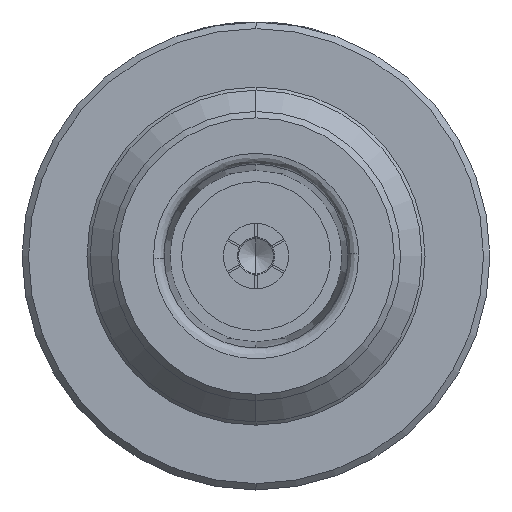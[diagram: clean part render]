
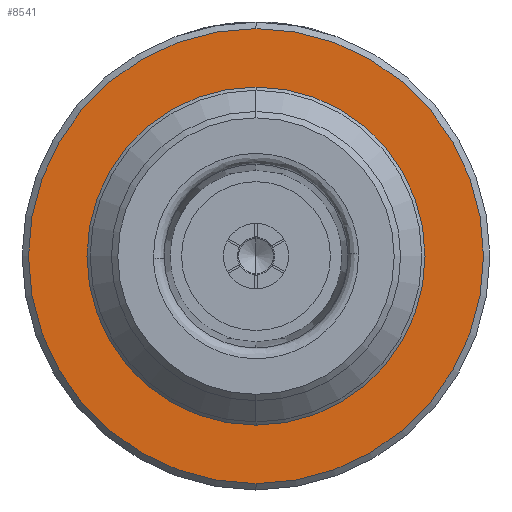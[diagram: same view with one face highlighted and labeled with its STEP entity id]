
A CAD part, left-side view. The second image highlights one B-rep face of the part: STEP entity #8541.
In plain terms, the highlighted planar face has unit normal (-1, 0, 0).
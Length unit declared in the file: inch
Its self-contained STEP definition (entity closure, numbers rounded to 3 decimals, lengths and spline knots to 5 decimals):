
#37 = DIRECTION ( 'NONE',  ( 0., 0., 1. ) ) ;
#224 = CIRCLE ( 'NONE', #4407, 0.42126 ) ;
#392 = DIRECTION ( 'NONE',  ( -1., 0., 0. ) ) ;
#487 = DIRECTION ( 'NONE',  ( 0., 0., 1. ) ) ;
#527 = EDGE_LOOP ( 'NONE', ( #8051, #1281 ) ) ;
#609 = CIRCLE ( 'NONE', #803, 0.42126 ) ;
#803 = AXIS2_PLACEMENT_3D ( 'NONE', #4786, #8387, #7625 ) ;
#1281 = ORIENTED_EDGE ( 'NONE', *, *, #6195, .T. ) ;
#1411 = CIRCLE ( 'NONE', #8953, 0.31299 ) ;
#1599 = DIRECTION ( 'NONE',  ( 0., 0., -1. ) ) ;
#2076 = EDGE_CURVE ( 'NONE', #3147, #2913, #1411, .T. ) ;
#2152 = DIRECTION ( 'NONE',  ( 1., 0., 0. ) ) ;
#2184 = FACE_BOUND ( 'NONE', #527, .T. ) ;
#2245 = DIRECTION ( 'NONE',  ( 0., 0., 1. ) ) ;
#2284 = CARTESIAN_POINT ( 'NONE',  ( 0.45472, 0., -0.31299 ) ) ;
#2459 = VERTEX_POINT ( 'NONE', #5115 ) ;
#2913 = VERTEX_POINT ( 'NONE', #2284 ) ;
#3147 = VERTEX_POINT ( 'NONE', #9587 ) ;
#4022 = FACE_OUTER_BOUND ( 'NONE', #7261, .T. ) ;
#4034 = DIRECTION ( 'NONE',  ( -1., 0., 0. ) ) ;
#4407 = AXIS2_PLACEMENT_3D ( 'NONE', #9398, #4034, #1599 ) ;
#4786 = CARTESIAN_POINT ( 'NONE',  ( 0.45472, 0., 0. ) ) ;
#5115 = CARTESIAN_POINT ( 'NONE',  ( 0.45472, 0., 0.42126 ) ) ;
#5941 = CARTESIAN_POINT ( 'NONE',  ( 0.45472, 0., 0. ) ) ;
#6163 = AXIS2_PLACEMENT_3D ( 'NONE', #7461, #6279, #37 ) ;
#6195 = EDGE_CURVE ( 'NONE', #2913, #3147, #8800, .T. ) ;
#6279 = DIRECTION ( 'NONE',  ( 1., 0., 0. ) ) ;
#7261 = EDGE_LOOP ( 'NONE', ( #11233, #9748 ) ) ;
#7311 = EDGE_CURVE ( 'NONE', #9506, #2459, #224, .T. ) ;
#7461 = CARTESIAN_POINT ( 'NONE',  ( 0.45472, 0., 0. ) ) ;
#7625 = DIRECTION ( 'NONE',  ( 0., 0., -1. ) ) ;
#7627 = CARTESIAN_POINT ( 'NONE',  ( 0.45472, 0., 0. ) ) ;
#7719 = EDGE_CURVE ( 'NONE', #2459, #9506, #609, .T. ) ;
#8051 = ORIENTED_EDGE ( 'NONE', *, *, #2076, .T. ) ;
#8069 = AXIS2_PLACEMENT_3D ( 'NONE', #7627, #392, #2245 ) ;
#8387 = DIRECTION ( 'NONE',  ( -1., 0., 0. ) ) ;
#8541 = ADVANCED_FACE ( 'NONE', ( #2184, #4022 ), #9386, .T. ) ;
#8800 = CIRCLE ( 'NONE', #6163, 0.31299 ) ;
#8953 = AXIS2_PLACEMENT_3D ( 'NONE', #5941, #2152, #487 ) ;
#9386 = PLANE ( 'NONE',  #8069 ) ;
#9398 = CARTESIAN_POINT ( 'NONE',  ( 0.45472, 0., 0. ) ) ;
#9506 = VERTEX_POINT ( 'NONE', #9690 ) ;
#9587 = CARTESIAN_POINT ( 'NONE',  ( 0.45472, 0., 0.31299 ) ) ;
#9690 = CARTESIAN_POINT ( 'NONE',  ( 0.45472, 0., -0.42126 ) ) ;
#9748 = ORIENTED_EDGE ( 'NONE', *, *, #7719, .T. ) ;
#11233 = ORIENTED_EDGE ( 'NONE', *, *, #7311, .T. ) ;
